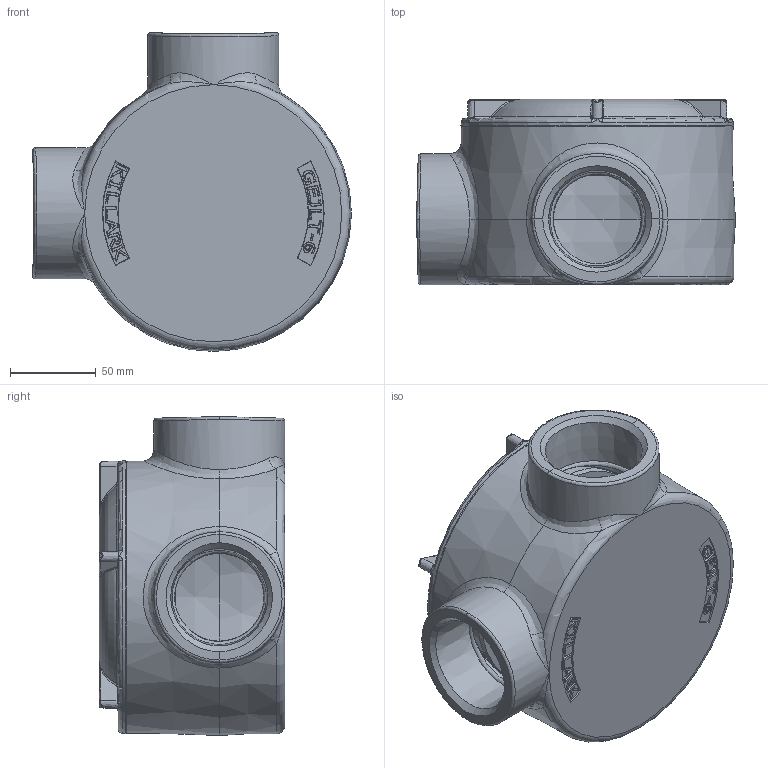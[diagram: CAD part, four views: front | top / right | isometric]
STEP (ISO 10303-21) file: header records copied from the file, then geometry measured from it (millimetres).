
FILE_DESCRIPTION(/* description */ (''),/* implementation_level */ '2;1');
FILE_NAME(/* name */ 'KIL_GEJLT-6.stp',/* time_stamp */ '2021-04-30T13:36:24+05:00',/* author */ ('kr'),/* organization */ (''),/* preprocessor_version */ 'ST-DEVELOPER v18',/* originating_system */ 'Autodesk Inventor 2020',/* authorisation */ '');
FILE_SCHEMA (('AUTOMOTIVE_DESIGN { 1 0 10303 214 3 1 1 }'));
Products named in the file (3): GEJLT-6; 0071691M; 17805
Assembly tree (2 placements, depth 2):
  GEJLT-6
    0071691M
    17805
Bounding box: 185.6 x 107.95 x 185.6 mm (x, y, z)
Volume: 795535.9 mm3; surface area: 211739.3 mm2
Topology: 2 solids, 2 shells, 5111 faces, 13981 edges, 9267 vertices
Faces by surface type: plane 3250, bspline 1676, cylinder 110, cone 40, torus 33, sphere 2
Full cylindrical faces by diameter (mm): 2.184 x2, 4.978 x1, 5.714 x1, 7.012 x1, 9.38 x1, 9.458 x1, 76.2 x2, 136.474 x1, 136.525 x1, 137.998 x1, 144.45 x1
Entity records: 193638 total; most frequent: CARTESIAN_POINT 72314, ORIENTED_EDGE 27904, DIRECTION 17529, EDGE_CURVE 13952, LINE 9779, VECTOR 9779, VERTEX_POINT 9267, EDGE_LOOP 5537
